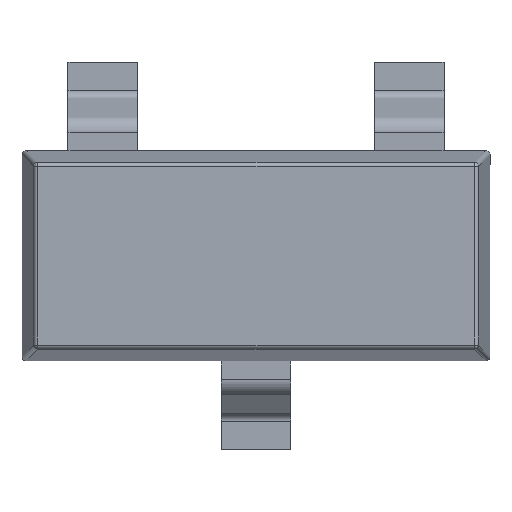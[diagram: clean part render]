
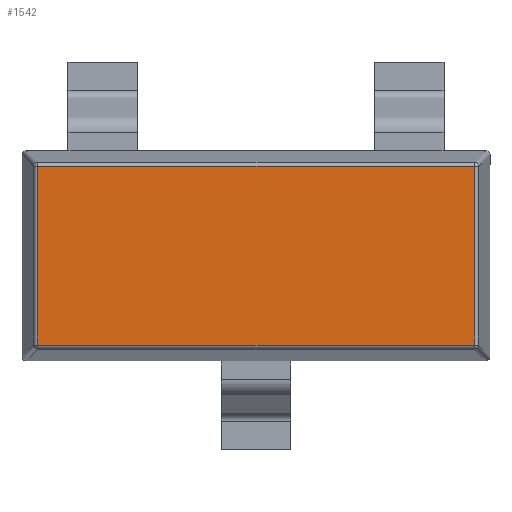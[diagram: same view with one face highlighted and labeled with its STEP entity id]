
A CAD part, top view. The second image highlights one B-rep face of the part: STEP entity #1542.
In plain terms, the highlighted planar face has unit normal (0, 0, 1).
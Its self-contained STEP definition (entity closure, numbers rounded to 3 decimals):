
#8 = DIRECTION ( 'NONE',  ( 0., 1., 0. ) ) ;
#123 = VERTEX_POINT ( 'NONE', #1566 ) ;
#191 = CARTESIAN_POINT ( 'NONE',  ( 0., 0., 1. ) ) ;
#225 = ORIENTED_EDGE ( 'NONE', *, *, #2055, .T. ) ;
#262 = VERTEX_POINT ( 'NONE', #2442 ) ;
#417 = DIRECTION ( 'NONE',  ( 1., 0., 0. ) ) ;
#498 = CARTESIAN_POINT ( 'NONE',  ( -1.353, 0.553, 1. ) ) ;
#553 = ORIENTED_EDGE ( 'NONE', *, *, #676, .T. ) ;
#643 = CARTESIAN_POINT ( 'NONE',  ( 1.353, -0.553, 1. ) ) ;
#676 = EDGE_CURVE ( 'NONE', #933, #123, #1091, .T. ) ;
#692 = EDGE_LOOP ( 'NONE', ( #2057, #225, #2659, #553 ) ) ;
#841 = LINE ( 'NONE', #1956, #1089 ) ;
#855 = DIRECTION ( 'NONE',  ( -1., 0., 0. ) ) ;
#859 = CARTESIAN_POINT ( 'NONE',  ( -1.353, 0., 1. ) ) ;
#933 = VERTEX_POINT ( 'NONE', #643 ) ;
#1089 = VECTOR ( 'NONE', #855, 1000. ) ;
#1091 = LINE ( 'NONE', #1797, #1660 ) ;
#1509 = DIRECTION ( 'NONE',  ( 0., 0., 1. ) ) ;
#1531 = PLANE ( 'NONE',  #1852 ) ;
#1542 = ADVANCED_FACE ( 'NONE', ( #1636 ), #1531, .T. ) ;
#1566 = CARTESIAN_POINT ( 'NONE',  ( 1.353, 0.553, 1. ) ) ;
#1575 = LINE ( 'NONE', #1916, #2636 ) ;
#1636 = FACE_OUTER_BOUND ( 'NONE', #692, .T. ) ;
#1660 = VECTOR ( 'NONE', #8, 1000. ) ;
#1693 = VECTOR ( 'NONE', #2403, 1000. ) ;
#1735 = DIRECTION ( 'NONE',  ( 1., 0., 0. ) ) ;
#1797 = CARTESIAN_POINT ( 'NONE',  ( 1.353, 0., 1. ) ) ;
#1835 = VERTEX_POINT ( 'NONE', #498 ) ;
#1852 = AXIS2_PLACEMENT_3D ( 'NONE', #191, #1509, #1735 ) ;
#1916 = CARTESIAN_POINT ( 'NONE',  ( 0., -0.553, 1. ) ) ;
#1956 = CARTESIAN_POINT ( 'NONE',  ( 0., 0.553, 1. ) ) ;
#2055 = EDGE_CURVE ( 'NONE', #1835, #262, #2256, .T. ) ;
#2057 = ORIENTED_EDGE ( 'NONE', *, *, #2695, .T. ) ;
#2256 = LINE ( 'NONE', #859, #1693 ) ;
#2403 = DIRECTION ( 'NONE',  ( 0., -1., 0. ) ) ;
#2442 = CARTESIAN_POINT ( 'NONE',  ( -1.353, -0.553, 1. ) ) ;
#2636 = VECTOR ( 'NONE', #417, 1000. ) ;
#2639 = EDGE_CURVE ( 'NONE', #262, #933, #1575, .T. ) ;
#2659 = ORIENTED_EDGE ( 'NONE', *, *, #2639, .T. ) ;
#2695 = EDGE_CURVE ( 'NONE', #123, #1835, #841, .T. ) ;
